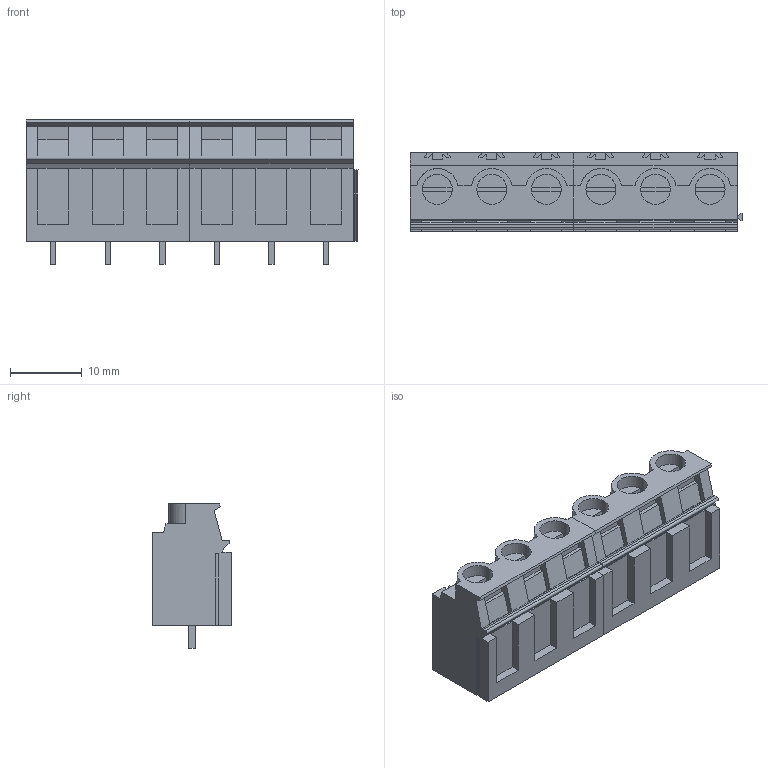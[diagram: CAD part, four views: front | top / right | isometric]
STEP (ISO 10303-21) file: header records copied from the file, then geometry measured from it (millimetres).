
FILE_DESCRIPTION(('CATIA V5 STEP Exchange','CAx-IF Rec.Pracs.--- Model Styling and Organization---1.2---2011-12-15'),'2;1');
FILE_NAME ('D1455586_0_1759230000_1759230000.stp','2018-03-05T14:59:42+00:00',('none'),('Weidmueller'),'CATIA Version 5-6 Release 2014','CATIA V5 STEP AP214','none');
FILE_SCHEMA(('AUTOMOTIVE_DESIGN { 1 0 10303 214 1 1 1 1 }'));
Length unit declared in the file: millimetre
Products named in the file (1): 1759230000
Bounding box: 46.37 x 11 x 20.2 mm (x, y, z)
Volume: 6185.6 mm3; surface area: 5228.4 mm2
Topology: 14 solids, 14 shells, 516 faces, 1392 edges, 920 vertices
Faces by surface type: plane 482, cylinder 34
Entity records: 15288 total; most frequent: ORIENTED_EDGE 2784, CARTESIAN_POINT 2664, DIRECTION 2024, EDGE_CURVE 1392, VECTOR 1300, LINE 1300, VERTEX_POINT 920, EDGE_LOOP 532
